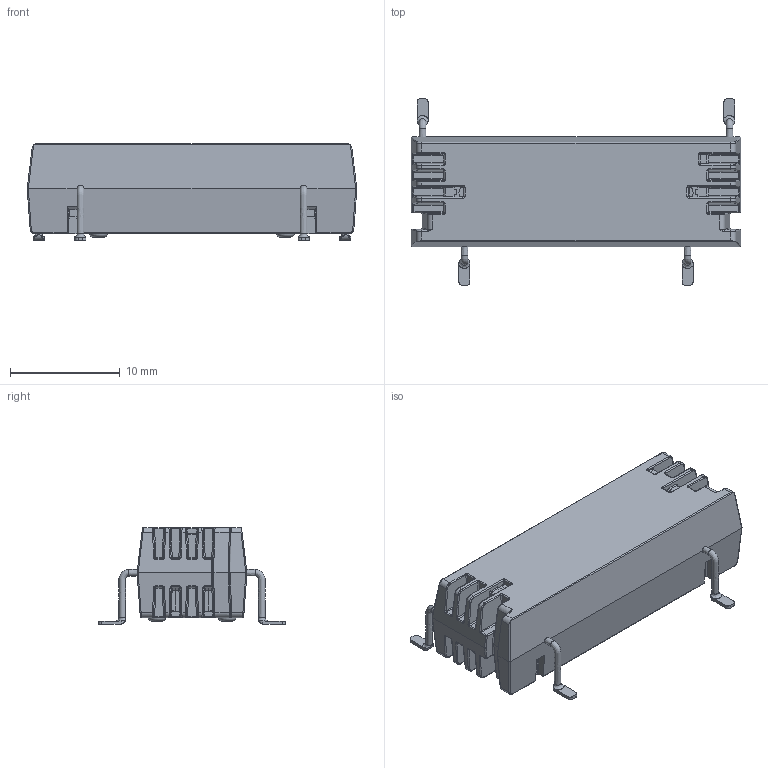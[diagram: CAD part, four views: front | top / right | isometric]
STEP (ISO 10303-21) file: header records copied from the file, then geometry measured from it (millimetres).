
FILE_DESCRIPTION(/* description */ (''),/* implementation_level */ '2;1');
FILE_NAME(/* name */ 'HR1-V SMT.stp',/* time_stamp */ '2023-08-05T16:53:01+08:00',/* author */ (''),/* organization */ (''),/* preprocessor_version */ 'ST-DEVELOPER v16.7',/* originating_system */ 'SIEMENS PLM Software NX 1942',/* authorisation */ '');
FILE_SCHEMA (('AUTOMOTIVE_DESIGN { 1 0 10303 214 3 1 1 1 }'));
Products named in the file (10): FVF7.731.1145_a-舌簧片; FVF7.755.2324-X_a-线圈引出端; FVF6.043.0075_a-干簧开关_ASM; FVF6.687.0476-X_a-线架干簧部分_过程图_; FVF6.687.0475-X_a-线架干簧部分_ASM; FVF6.664.0969_a-线圈干簧部分_MODEL; FVF6.664.0970_a-线圈干簧部分_折弯_; FVF5.670.2406-X_b-继电器部分_MODEL; FVF4.520.2336_b-装配图_DIP__MODEL; FVF4.520.2337_b-装配图_SMT_
Assembly tree (11 placements, depth 9):
  FVF4.520.2337_b-装配图_SMT_
    FVF4.520.2336_b-装配图_DIP__MODEL
      FVF5.670.2406-X_b-继电器部分_MODEL
        FVF6.664.0970_a-线圈干簧部分_折弯_
          FVF6.664.0969_a-线圈干簧部分_MODEL
            FVF6.687.0475-X_a-线架干簧部分_ASM
              FVF7.755.2324-X_a-线圈引出端  x2
              FVF6.687.0476-X_a-线架干簧部分_过程图_
                FVF6.043.0075_a-干簧开关_ASM
                  FVF7.731.1145_a-舌簧片  x2
Bounding box: 30 x 17 x 8.8 mm (x, y, z)
Volume: 2153.9 mm3; surface area: 3940.6 mm2
Topology: 26 solids, 26 shells, 1715 faces, 4372 edges, 2647 vertices
Faces by surface type: cylinder 666, plane 586, bspline 321, sphere 66, torus 62, cone 14
Full cylindrical faces by diameter (mm): 0.6 x8, 0.65 x4, 1.6 x8, 1.76 x1, 2.4 x2, 2.8 x2, 3.44 x2, 6.3 x2
Entity records: 73546 total; most frequent: CARTESIAN_POINT 23737, ORIENTED_EDGE 8384, DIRECTION 8008, EDGE_CURVE 4192, AXIS2_PLACEMENT_3D 3002, VERTEX_POINT 2614, LINE 2004, VECTOR 2004
